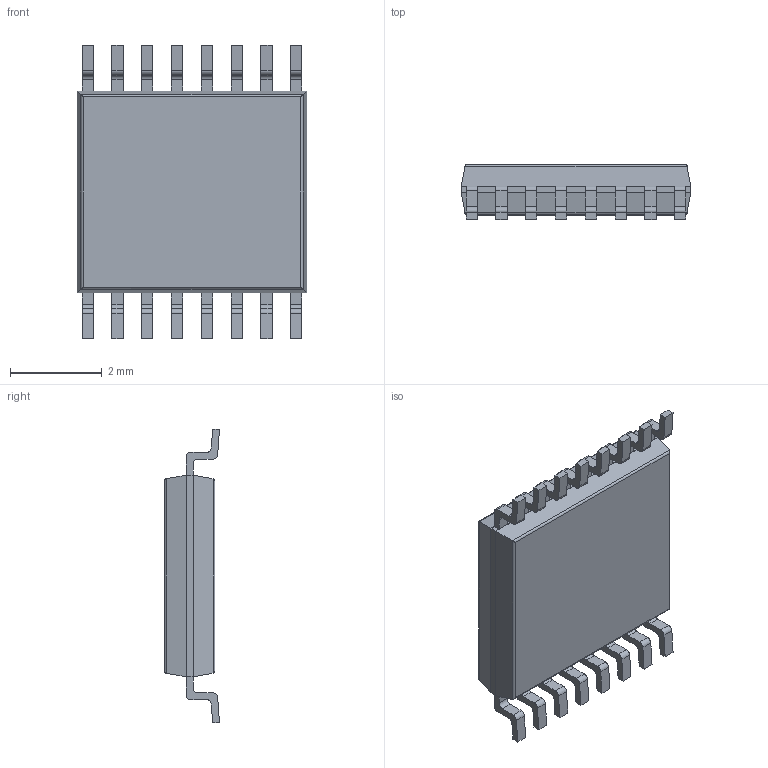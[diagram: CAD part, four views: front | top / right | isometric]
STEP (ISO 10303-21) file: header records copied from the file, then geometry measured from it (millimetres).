
FILE_DESCRIPTION (( 'STEP AP214' ), '1' );
FILE_NAME ('PGA460TPWR.STEP', '2017-12-30T22:54:53', ( '' ), ( '' ), 'SwSTEP 2.0', 'SolidWorks 2016', '' );
FILE_SCHEMA (( 'AUTOMOTIVE_DESIGN' ));
Length unit declared in the file: millimetre
Products named in the file (1): PGA460TPWR
Bounding box: 5 x 1.2 x 6.4 mm (x, y, z)
Volume: 24.3 mm3; surface area: 167.9 mm2
Topology: 3 solids, 3 shells, 221 faces, 634 edges, 420 vertices
Faces by surface type: plane 147, cylinder 74
Entity records: 7501 total; most frequent: CARTESIAN_POINT 1300, ORIENTED_EDGE 1268, DIRECTION 1202, EDGE_CURVE 634, VECTOR 494, LINE 494, VERTEX_POINT 420, AXIS2_PLACEMENT_3D 354
